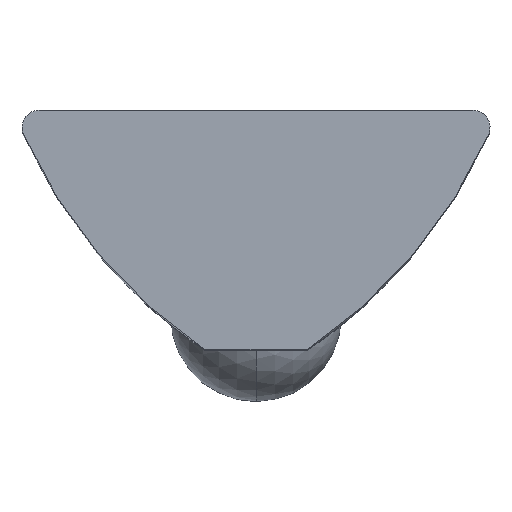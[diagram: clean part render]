
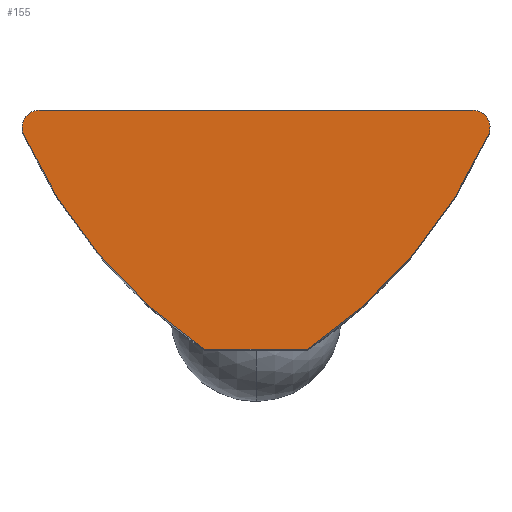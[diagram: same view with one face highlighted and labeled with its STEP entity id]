
A CAD part, top view. The second image highlights one B-rep face of the part: STEP entity #155.
In plain terms, the highlighted planar face has unit normal (0, 0, 1).
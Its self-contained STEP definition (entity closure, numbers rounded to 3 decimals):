
#23 = DIRECTION ( 'NONE',  ( 0., 0., 1. ) ) ;
#74 = CIRCLE ( 'NONE', #760, 15. ) ;
#133 = EDGE_CURVE ( 'NONE', #429, #574, #368, .T. ) ;
#138 = AXIS2_PLACEMENT_3D ( 'NONE', #677, #269, #746 ) ;
#149 = EDGE_CURVE ( 'NONE', #574, #415, #738, .T. ) ;
#155 = ADVANCED_FACE ( 'NONE', ( #698 ), #826, .F. ) ;
#217 = DIRECTION ( 'NONE',  ( 1., 0., 0. ) ) ;
#218 = VERTEX_POINT ( 'NONE', #692 ) ;
#239 = AXIS2_PLACEMENT_3D ( 'NONE', #834, #832, #831 ) ;
#246 = CARTESIAN_POINT ( 'NONE',  ( 1.5, -7., 11. ) ) ;
#247 = CARTESIAN_POINT ( 'NONE',  ( 6.35, 0., 11. ) ) ;
#251 = ORIENTED_EDGE ( 'NONE', *, *, #149, .T. ) ;
#259 = AXIS2_PLACEMENT_3D ( 'NONE', #839, #823, #820 ) ;
#269 = DIRECTION ( 'NONE',  ( 0., 0., 1. ) ) ;
#270 = CIRCLE ( 'NONE', #880, 0.5 ) ;
#273 = VERTEX_POINT ( 'NONE', #497 ) ;
#293 = CARTESIAN_POINT ( 'NONE',  ( -6.85, -0.5, 11. ) ) ;
#294 = DIRECTION ( 'NONE',  ( 1., 0., 0. ) ) ;
#301 = DIRECTION ( 'NONE',  ( 0., 0., 1. ) ) ;
#308 = CARTESIAN_POINT ( 'NONE',  ( -6.35, -0.5, 11. ) ) ;
#312 = CARTESIAN_POINT ( 'NONE',  ( -6.35, 0., 11. ) ) ;
#320 = ORIENTED_EDGE ( 'NONE', *, *, #495, .T. ) ;
#326 = DIRECTION ( 'NONE',  ( 1., 0., 0. ) ) ;
#334 = DIRECTION ( 'NONE',  ( 0., 0., 1. ) ) ;
#338 = CARTESIAN_POINT ( 'NONE',  ( 6.876, 5.444, 11. ) ) ;
#359 = EDGE_CURVE ( 'NONE', #273, #218, #771, .T. ) ;
#368 = LINE ( 'NONE', #859, #718 ) ;
#377 = EDGE_CURVE ( 'NONE', #415, #273, #270, .T. ) ;
#415 = VERTEX_POINT ( 'NONE', #293 ) ;
#429 = VERTEX_POINT ( 'NONE', #247 ) ;
#447 = CARTESIAN_POINT ( 'NONE',  ( -6.876, 5.444, 11. ) ) ;
#454 = CARTESIAN_POINT ( 'NONE',  ( 1.5, -7., 11. ) ) ;
#493 = EDGE_LOOP ( 'NONE', ( #715, #784, #251, #685, #848, #320, #501 ) ) ;
#495 = EDGE_CURVE ( 'NONE', #218, #838, #903, .T. ) ;
#497 = CARTESIAN_POINT ( 'NONE',  ( -6.806, -0.705, 11. ) ) ;
#501 = ORIENTED_EDGE ( 'NONE', *, *, #644, .T. ) ;
#522 = DIRECTION ( 'NONE',  ( -1., 0., 0. ) ) ;
#574 = VERTEX_POINT ( 'NONE', #312 ) ;
#644 = EDGE_CURVE ( 'NONE', #838, #659, #74, .T. ) ;
#659 = VERTEX_POINT ( 'NONE', #867 ) ;
#677 = CARTESIAN_POINT ( 'NONE',  ( 6.35, -0.5, 11. ) ) ;
#685 = ORIENTED_EDGE ( 'NONE', *, *, #377, .T. ) ;
#692 = CARTESIAN_POINT ( 'NONE',  ( -1.5, -7., 11. ) ) ;
#698 = FACE_OUTER_BOUND ( 'NONE', #493, .T. ) ;
#708 = VECTOR ( 'NONE', #217, 1000. ) ;
#715 = ORIENTED_EDGE ( 'NONE', *, *, #796, .T. ) ;
#718 = VECTOR ( 'NONE', #856, 1000. ) ;
#738 = CIRCLE ( 'NONE', #239, 0.5 ) ;
#746 = DIRECTION ( 'NONE',  ( -1., 0., 0. ) ) ;
#760 = AXIS2_PLACEMENT_3D ( 'NONE', #447, #23, #522 ) ;
#762 = CIRCLE ( 'NONE', #138, 0.5 ) ;
#771 = CIRCLE ( 'NONE', #821, 15. ) ;
#784 = ORIENTED_EDGE ( 'NONE', *, *, #133, .T. ) ;
#796 = EDGE_CURVE ( 'NONE', #659, #429, #762, .T. ) ;
#820 = DIRECTION ( 'NONE',  ( -1., 0., 0. ) ) ;
#821 = AXIS2_PLACEMENT_3D ( 'NONE', #338, #334, #326 ) ;
#823 = DIRECTION ( 'NONE',  ( 0., 0., -1. ) ) ;
#826 = PLANE ( 'NONE',  #259 ) ;
#831 = DIRECTION ( 'NONE',  ( 1., 0., 0. ) ) ;
#832 = DIRECTION ( 'NONE',  ( 0., 0., 1. ) ) ;
#834 = CARTESIAN_POINT ( 'NONE',  ( -6.35, -0.5, 11. ) ) ;
#838 = VERTEX_POINT ( 'NONE', #454 ) ;
#839 = CARTESIAN_POINT ( 'NONE',  ( 6.35, -0.5, 11. ) ) ;
#848 = ORIENTED_EDGE ( 'NONE', *, *, #359, .T. ) ;
#856 = DIRECTION ( 'NONE',  ( -1., 0., 0. ) ) ;
#859 = CARTESIAN_POINT ( 'NONE',  ( 6.35, 0., 11. ) ) ;
#867 = CARTESIAN_POINT ( 'NONE',  ( 6.806, -0.705, 11. ) ) ;
#880 = AXIS2_PLACEMENT_3D ( 'NONE', #308, #301, #294 ) ;
#903 = LINE ( 'NONE', #246, #708 ) ;
